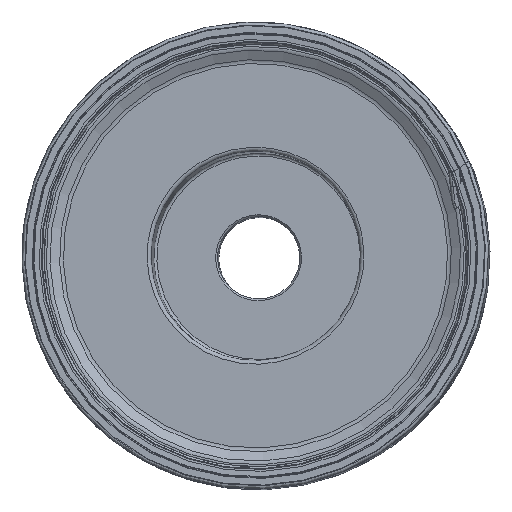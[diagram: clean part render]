
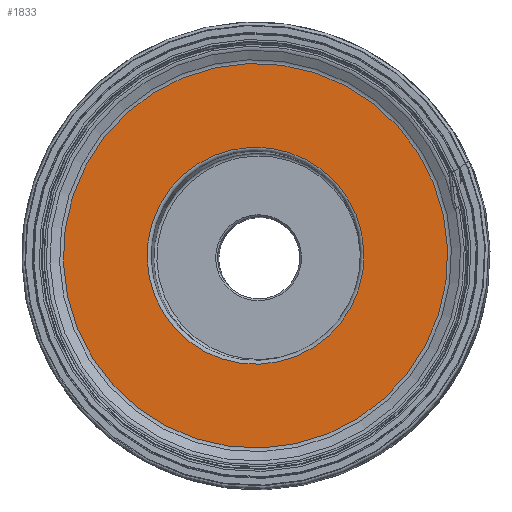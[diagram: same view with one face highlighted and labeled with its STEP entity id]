
A CAD part, front view. The second image highlights one B-rep face of the part: STEP entity #1833.
In plain terms, the highlighted planar face has unit normal (-0.04, -0.999, 0.026).
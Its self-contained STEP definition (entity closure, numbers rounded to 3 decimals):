
#438=PLANE('',#9487);
#1833=ADVANCED_FACE('',(#3216,#3217),#438,.T.);
#3216=FACE_BOUND('',#3379,.T.);
#3217=FACE_BOUND('',#3380,.T.);
#3379=EDGE_LOOP('',(#4064));
#3380=EDGE_LOOP('',(#4065));
#4064=ORIENTED_EDGE('',*,*,#7428,.T.);
#4065=ORIENTED_EDGE('',*,*,#7429,.T.);
#6622=VERTEX_POINT('',#12393);
#6623=VERTEX_POINT('',#12395);
#7428=EDGE_CURVE('',#6622,#6622,#8700,.T.);
#7429=EDGE_CURVE('',#6623,#6623,#8701,.T.);
#8700=CIRCLE('',#9485,29.05);
#8701=CIRCLE('',#9486,51.488);
#9485=AXIS2_PLACEMENT_3D('',#12392,#10284,#10285);
#9486=AXIS2_PLACEMENT_3D('',#12394,#10286,#10287);
#9487=AXIS2_PLACEMENT_3D('',#12396,#10288,#10289);
#10284=DIRECTION('',(0.04,0.999,-0.026));
#10285=DIRECTION('',(-0.99,0.043,0.136));
#10286=DIRECTION('',(-0.04,-0.999,0.026));
#10287=DIRECTION('',(-0.99,0.043,0.136));
#10288=DIRECTION('',(-0.04,-0.999,0.026));
#10289=DIRECTION('',(-0.99,0.043,0.136));
#12392=CARTESIAN_POINT('',(-2.395,-59.782,1.546));
#12393=CARTESIAN_POINT('',(-31.147,-58.528,5.5));
#12394=CARTESIAN_POINT('',(-2.395,-59.782,1.546));
#12395=CARTESIAN_POINT('',(-53.355,-57.56,8.553));
#12396=CARTESIAN_POINT('',(49.096,-62.028,-5.534));
